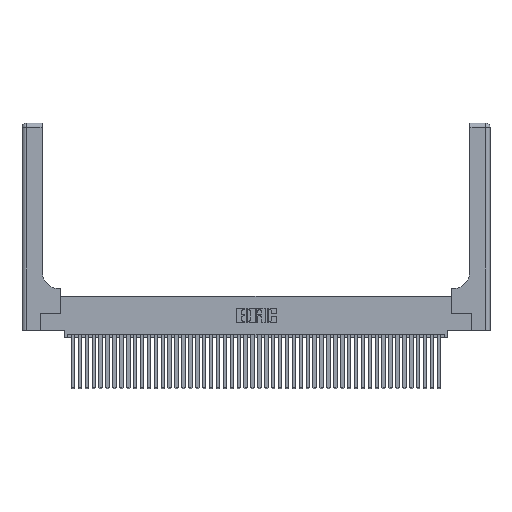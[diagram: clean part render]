
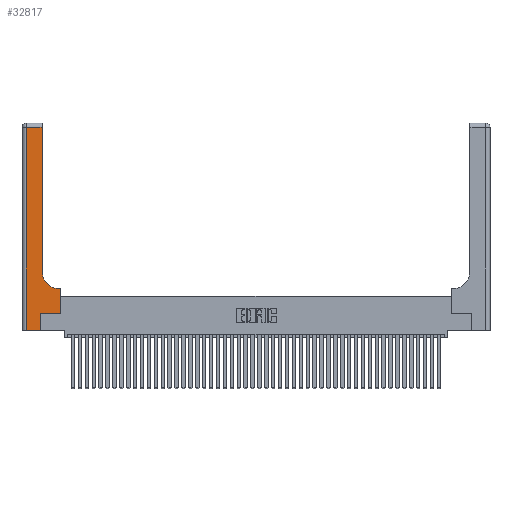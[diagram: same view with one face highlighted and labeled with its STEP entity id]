
A CAD part, top view. The second image highlights one B-rep face of the part: STEP entity #32817.
In plain terms, the highlighted planar face has unit normal (0, 0, 1).
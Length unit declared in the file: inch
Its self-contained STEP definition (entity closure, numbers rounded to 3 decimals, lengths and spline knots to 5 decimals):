
#422 = LINE ( 'NONE', #3741, #11525 ) ;
#3184 = ORIENTED_EDGE ( 'NONE', *, *, #44605, .T. ) ;
#3200 = EDGE_CURVE ( 'NONE', #33741, #44195, #422, .T. ) ;
#3358 = LINE ( 'NONE', #38444, #33938 ) ;
#3741 = CARTESIAN_POINT ( 'NONE',  ( 0.2915, 3., 0.37 ) ) ;
#3849 = VECTOR ( 'NONE', #6071, 39.37008 ) ;
#4061 = LINE ( 'NONE', #11654, #30758 ) ;
#4341 = DIRECTION ( 'NONE',  ( 0., 0., -1. ) ) ;
#4877 = ORIENTED_EDGE ( 'NONE', *, *, #19623, .T. ) ;
#4956 = EDGE_CURVE ( 'NONE', #21419, #33741, #37964, .T. ) ;
#5007 = VERTEX_POINT ( 'NONE', #39867 ) ;
#5154 = ORIENTED_EDGE ( 'NONE', *, *, #5526, .T. ) ;
#5526 = EDGE_CURVE ( 'NONE', #39128, #24070, #4061, .T. ) ;
#6071 = DIRECTION ( 'NONE',  ( -1., 0., 0. ) ) ;
#6129 = CARTESIAN_POINT ( 'NONE',  ( 0., 2.94, 0.37 ) ) ;
#7889 = DIRECTION ( 'NONE',  ( 1., 0., 0. ) ) ;
#8365 = DIRECTION ( 'NONE',  ( 1., 0., 0. ) ) ;
#8408 = ORIENTED_EDGE ( 'NONE', *, *, #4956, .T. ) ;
#8478 = CARTESIAN_POINT ( 'NONE',  ( 0.06, 0., 0.37 ) ) ;
#11468 = CARTESIAN_POINT ( 'NONE',  ( 0.269, 0.25, 0.37 ) ) ;
#11525 = VECTOR ( 'NONE', #20469, 39.37008 ) ;
#11654 = CARTESIAN_POINT ( 'NONE',  ( 0.06, 3., 0.37 ) ) ;
#13356 = CARTESIAN_POINT ( 'NONE',  ( 0.5415, 0.6, 0.37 ) ) ;
#13764 = VERTEX_POINT ( 'NONE', #37590 ) ;
#13883 = CARTESIAN_POINT ( 'NONE',  ( 0.269, 0.25, 0.37 ) ) ;
#13980 = EDGE_CURVE ( 'NONE', #24070, #5007, #3358, .T. ) ;
#17310 = DIRECTION ( 'NONE',  ( -1., 0., 0. ) ) ;
#18379 = AXIS2_PLACEMENT_3D ( 'NONE', #25742, #4341, #7889 ) ;
#18666 = CARTESIAN_POINT ( 'NONE',  ( 0.2915, 0.85, 0.37 ) ) ;
#19101 = VERTEX_POINT ( 'NONE', #39325 ) ;
#19623 = EDGE_CURVE ( 'NONE', #19101, #13764, #41228, .T. ) ;
#19873 = ORIENTED_EDGE ( 'NONE', *, *, #25447, .T. ) ;
#20356 = ORIENTED_EDGE ( 'NONE', *, *, #13980, .T. ) ;
#20465 = LINE ( 'NONE', #33993, #38749 ) ;
#20469 = DIRECTION ( 'NONE',  ( 0., 1., 0. ) ) ;
#20697 = VECTOR ( 'NONE', #28377, 39.37008 ) ;
#21361 = PLANE ( 'NONE',  #21414 ) ;
#21414 = AXIS2_PLACEMENT_3D ( 'NONE', #31958, #35516, #17310 ) ;
#21419 = VERTEX_POINT ( 'NONE', #13356 ) ;
#22027 = EDGE_LOOP ( 'NONE', ( #37346, #38226, #5154, #20356, #19873, #3184, #4877, #42560, #8408 ) ) ;
#24070 = VERTEX_POINT ( 'NONE', #8478 ) ;
#24893 = EDGE_CURVE ( 'NONE', #13764, #21419, #32790, .T. ) ;
#25447 = EDGE_CURVE ( 'NONE', #5007, #37555, #20465, .T. ) ;
#25742 = CARTESIAN_POINT ( 'NONE',  ( 0.5415, 0.85, 0.37 ) ) ;
#26258 = LINE ( 'NONE', #11468, #30730 ) ;
#27367 = CARTESIAN_POINT ( 'NONE',  ( 0.2915, 0.6, 0.37 ) ) ;
#27894 = VECTOR ( 'NONE', #45624, 39.37008 ) ;
#27986 = CARTESIAN_POINT ( 'NONE',  ( 0.5585, 0.25, 0.37 ) ) ;
#28279 = CARTESIAN_POINT ( 'NONE',  ( 0.2915, 2.94, 0.37 ) ) ;
#28377 = DIRECTION ( 'NONE',  ( -1., 0., 0. ) ) ;
#30437 = DIRECTION ( 'NONE',  ( 0., -1., 0. ) ) ;
#30730 = VECTOR ( 'NONE', #8365, 39.37008 ) ;
#30758 = VECTOR ( 'NONE', #30437, 39.37008 ) ;
#31958 = CARTESIAN_POINT ( 'NONE',  ( 0., 3., 0.37 ) ) ;
#32790 = LINE ( 'NONE', #27367, #3849 ) ;
#32817 = ADVANCED_FACE ( 'NONE', ( #43419 ), #21361, .F. ) ;
#32829 = EDGE_CURVE ( 'NONE', #44195, #39128, #37365, .T. ) ;
#33243 = CARTESIAN_POINT ( 'NONE',  ( 0.06, 2.94, 0.37 ) ) ;
#33741 = VERTEX_POINT ( 'NONE', #18666 ) ;
#33938 = VECTOR ( 'NONE', #41698, 39.37008 ) ;
#33993 = CARTESIAN_POINT ( 'NONE',  ( 0.269, 0., 0.37 ) ) ;
#35516 = DIRECTION ( 'NONE',  ( 0., 0., -1. ) ) ;
#37346 = ORIENTED_EDGE ( 'NONE', *, *, #3200, .T. ) ;
#37365 = LINE ( 'NONE', #6129, #20697 ) ;
#37555 = VERTEX_POINT ( 'NONE', #13883 ) ;
#37590 = CARTESIAN_POINT ( 'NONE',  ( 0.5585, 0.6, 0.37 ) ) ;
#37964 = CIRCLE ( 'NONE', #18379, 0.25 ) ;
#38226 = ORIENTED_EDGE ( 'NONE', *, *, #32829, .T. ) ;
#38444 = CARTESIAN_POINT ( 'NONE',  ( 0., 0., 0.37 ) ) ;
#38749 = VECTOR ( 'NONE', #41400, 39.37008 ) ;
#39128 = VERTEX_POINT ( 'NONE', #33243 ) ;
#39325 = CARTESIAN_POINT ( 'NONE',  ( 0.5585, 0.25, 0.37 ) ) ;
#39867 = CARTESIAN_POINT ( 'NONE',  ( 0.269, 0., 0.37 ) ) ;
#41228 = LINE ( 'NONE', #27986, #27894 ) ;
#41400 = DIRECTION ( 'NONE',  ( 0., 1., 0. ) ) ;
#41698 = DIRECTION ( 'NONE',  ( 1., 0., 0. ) ) ;
#42560 = ORIENTED_EDGE ( 'NONE', *, *, #24893, .T. ) ;
#43419 = FACE_OUTER_BOUND ( 'NONE', #22027, .T. ) ;
#44195 = VERTEX_POINT ( 'NONE', #28279 ) ;
#44605 = EDGE_CURVE ( 'NONE', #37555, #19101, #26258, .T. ) ;
#45624 = DIRECTION ( 'NONE',  ( 0., 1., 0. ) ) ;
